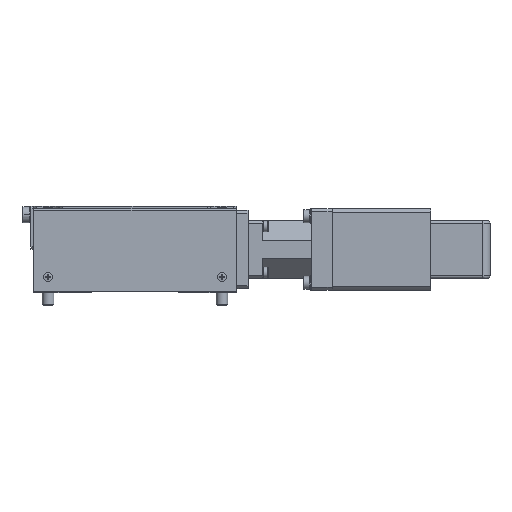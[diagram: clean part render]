
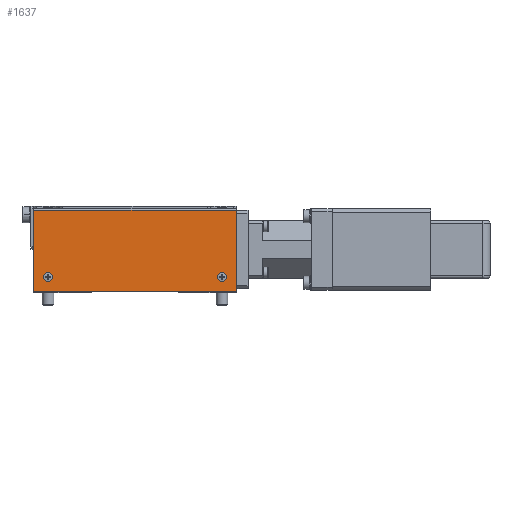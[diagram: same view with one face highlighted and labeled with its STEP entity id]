
A CAD part, front view. The second image highlights one B-rep face of the part: STEP entity #1637.
In plain terms, the highlighted planar face has unit normal (0, -1, 0).
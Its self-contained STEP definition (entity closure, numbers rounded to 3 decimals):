
#1637=ADVANCED_FACE('',(#14909,#14910,#14911),#14908,.F.);
#14908=PLANE('',#37396);
#14909=FACE_OUTER_BOUND('',#37397,.T.);
#14910=FACE_BOUND('',#37398,.T.);
#14911=FACE_BOUND('',#37399,.T.);
#37393=CARTESIAN_POINT('',(-42.,-72.5,31.3));
#37394=DIRECTION('',(0.,1.,0.));
#37395=DIRECTION('',(1.,0.,0.));
#37396=AXIS2_PLACEMENT_3D('',#37393,#37394,#37395);
#37397=EDGE_LOOP('',(#53943,#53944,#53945,#53946));
#37398=EDGE_LOOP('',(#53947,#53948));
#37399=EDGE_LOOP('',(#53949,#53950));
#53943=ORIENTED_EDGE('',*,*,#64222,.F.);
#53944=ORIENTED_EDGE('',*,*,#64235,.T.);
#53945=ORIENTED_EDGE('',*,*,#64236,.F.);
#53946=ORIENTED_EDGE('',*,*,#64233,.F.);
#53947=ORIENTED_EDGE('',*,*,#64237,.F.);
#53948=ORIENTED_EDGE('',*,*,#64238,.F.);
#53949=ORIENTED_EDGE('',*,*,#64239,.F.);
#53950=ORIENTED_EDGE('',*,*,#64240,.F.);
#64222=EDGE_CURVE('',#86622,#86629,#86630,.T.);
#64233=EDGE_CURVE('',#86629,#86702,#86703,.T.);
#64235=EDGE_CURVE('',#86622,#86715,#86716,.T.);
#64236=EDGE_CURVE('',#86702,#86715,#86722,.T.);
#64237=EDGE_CURVE('',#86728,#86729,#86730,.T.);
#64238=EDGE_CURVE('',#86729,#86728,#86736,.T.);
#64239=EDGE_CURVE('',#86742,#86743,#86744,.T.);
#64240=EDGE_CURVE('',#86743,#86742,#86750,.T.);
#86622=VERTEX_POINT('',#121094);
#86629=VERTEX_POINT('',#121099);
#86630=LINE('',#121100,#121101);
#86702=VERTEX_POINT('',#121143);
#86703=LINE('',#121144,#121145);
#86715=VERTEX_POINT('',#121150);
#86716=LINE('',#121151,#121152);
#86722=LINE('',#121154,#121155);
#86728=VERTEX_POINT('',#121157);
#86729=VERTEX_POINT('',#121158);
#86730=CIRCLE('',#121162,1.5);
#86736=CIRCLE('',#121166,1.5);
#86742=VERTEX_POINT('',#121167);
#86743=VERTEX_POINT('',#121168);
#86744=CIRCLE('',#121172,1.5);
#86750=CIRCLE('',#121176,1.5);
#121094=CARTESIAN_POINT('',(35.,-72.5,28.5));
#121099=CARTESIAN_POINT('',(35.,-72.5,0.5));
#121100=CARTESIAN_POINT('',(35.,-72.5,28.5));
#121101=VECTOR('',#121102,28.);
#121102=DIRECTION('',(0.,0.,-1.));
#121143=CARTESIAN_POINT('',(-35.,-72.5,0.5));
#121144=CARTESIAN_POINT('',(35.,-72.5,0.5));
#121145=VECTOR('',#121146,70.);
#121146=DIRECTION('',(-1.,0.,0.));
#121150=CARTESIAN_POINT('',(-35.,-72.5,28.5));
#121151=CARTESIAN_POINT('',(35.,-72.5,28.5));
#121152=VECTOR('',#121153,70.);
#121153=DIRECTION('',(-1.,0.,0.));
#121154=CARTESIAN_POINT('',(-35.,-72.5,0.5));
#121155=VECTOR('',#121156,28.);
#121156=DIRECTION('',(0.,0.,1.));
#121157=CARTESIAN_POINT('',(31.5,-72.5,5.5));
#121158=CARTESIAN_POINT('',(28.5,-72.5,5.5));
#121159=CARTESIAN_POINT('',(30.,-72.5,5.5));
#121160=DIRECTION('',(0.,-1.,0.));
#121161=DIRECTION('',(-1.,0.,0.));
#121162=AXIS2_PLACEMENT_3D('',#121159,#121160,#121161);
#121163=CARTESIAN_POINT('',(30.,-72.5,5.5));
#121164=DIRECTION('',(0.,-1.,0.));
#121165=DIRECTION('',(-1.,0.,0.));
#121166=AXIS2_PLACEMENT_3D('',#121163,#121164,#121165);
#121167=CARTESIAN_POINT('',(-28.5,-72.5,5.5));
#121168=CARTESIAN_POINT('',(-31.5,-72.5,5.5));
#121169=CARTESIAN_POINT('',(-30.,-72.5,5.5));
#121170=DIRECTION('',(0.,-1.,0.));
#121171=DIRECTION('',(-1.,0.,0.));
#121172=AXIS2_PLACEMENT_3D('',#121169,#121170,#121171);
#121173=CARTESIAN_POINT('',(-30.,-72.5,5.5));
#121174=DIRECTION('',(0.,-1.,0.));
#121175=DIRECTION('',(-1.,0.,0.));
#121176=AXIS2_PLACEMENT_3D('',#121173,#121174,#121175);
